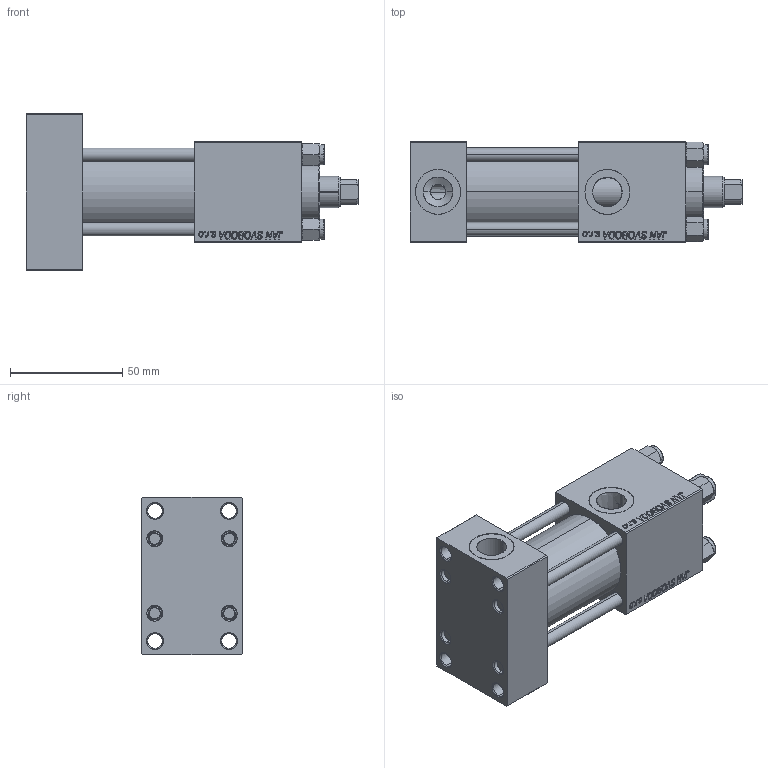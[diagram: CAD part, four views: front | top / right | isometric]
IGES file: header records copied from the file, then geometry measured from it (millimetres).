
Start section: SolidWorks IGES file using analytic representation for surfaces
Global section: file name: 0f96.IGS; native system: SolidWorks 2019; preprocessor: SolidWorks 2019; author: Model3D; date: 230823.005141; units: millimetre
Bounding box: 148 x 45 x 70 mm (x, y, z)
Surface area: 76346.8 mm2 (no closed solid volume)
Topology: 0 solids, 0 shells, 1135 faces, 15210 edges, 15208 vertices
Faces by surface type: bspline 897, revolution 238
